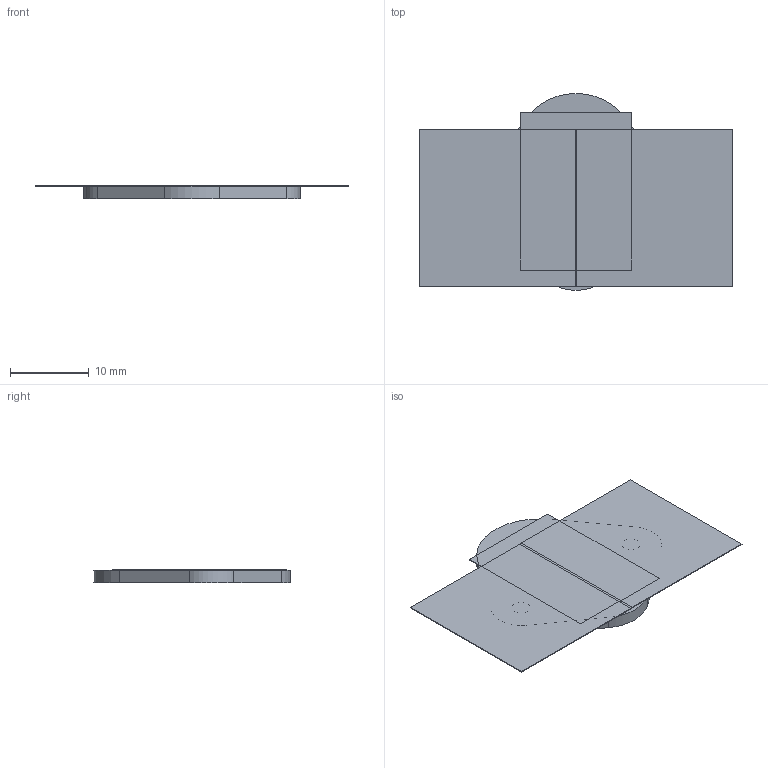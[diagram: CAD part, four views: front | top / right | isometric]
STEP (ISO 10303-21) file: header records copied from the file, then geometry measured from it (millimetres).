
FILE_DESCRIPTION(/* description */ (''),/* implementation_level */ '2;1');
FILE_NAME(/* name */ '2536c1ce-a92f-4d43-940c-8e0e2b403fbe.stp',/* time_stamp */ '2020-06-12T14:16:35+00:00',/* author */ (''),/* organization */ (''),/* preprocessor_version */ 'ST-DEVELOPER v18.1',/* originating_system */ 'Autodesk Translation Framework v9.3.0.1241',/* authorisation */ '');
FILE_SCHEMA (('AUTOMOTIVE_DESIGN { 1 0 10303 214 3 1 1 }'));
Length unit declared in the file: millimetre
Products named in the file (5): 2536c1ce-a92f-4d43-940c-8e0e2b403fbe; PCB Component; Board; MOTOR_4-6MM; MEDIUM_PAPER_FASTENER_NOMARKINGS
Assembly tree (5 placements, depth 3):
  2536c1ce-a92f-4d43-940c-8e0e2b403fbe
    PCB Component
      Board
      MOTOR_4-6MM
      MEDIUM_PAPER_FASTENER_NOMARKINGS  x2
Bounding box: 39.75 x 25.03 x 1.67 mm (x, y, z)
Volume: 806.9 mm3; surface area: 3227 mm2
Topology: 4 solids, 4 shells, 30 faces, 66 edges, 44 vertices
Faces by surface type: plane 24, cylinder 6
Full cylindrical faces by diameter (mm): 2.4 x2
Entity records: 846 total; most frequent: DIRECTION 134, CARTESIAN_POINT 124, ORIENTED_EDGE 108, EDGE_CURVE 54, AXIS2_PLACEMENT_3D 46, LINE 42, VECTOR 42, VERTEX_POINT 36
